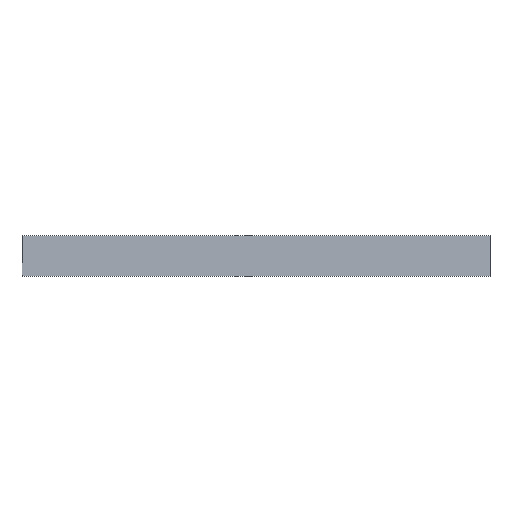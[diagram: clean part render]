
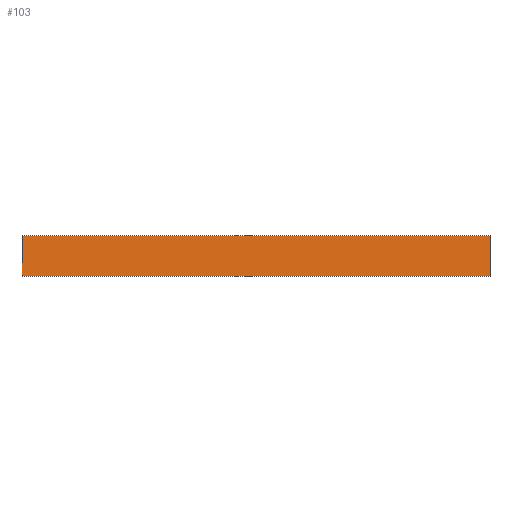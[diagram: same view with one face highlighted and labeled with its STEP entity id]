
A CAD part, top view. The second image highlights one B-rep face of the part: STEP entity #103.
In plain terms, the highlighted planar face has unit normal (0, 0.07, 0.998).
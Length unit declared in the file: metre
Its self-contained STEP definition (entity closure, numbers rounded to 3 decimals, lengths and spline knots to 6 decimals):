
#17=FACE_OUTER_BOUND('',#23,.T.);
#23=EDGE_LOOP('',(#79,#80,#81,#82));
#28=LINE('',#159,#40);
#34=LINE('',#171,#46);
#35=LINE('',#173,#47);
#36=LINE('',#174,#48);
#40=VECTOR('',#132,1.);
#46=VECTOR('',#140,1.);
#47=VECTOR('',#143,1.);
#48=VECTOR('',#144,1.);
#52=VERTEX_POINT('',#156);
#53=VERTEX_POINT('',#158);
#56=VERTEX_POINT('',#165);
#58=VERTEX_POINT('',#169);
#60=EDGE_CURVE('',#52,#53,#28,.T.);
#66=EDGE_CURVE('',#56,#58,#34,.T.);
#67=EDGE_CURVE('',#56,#52,#35,.T.);
#68=EDGE_CURVE('',#58,#53,#36,.T.);
#79=ORIENTED_EDGE('',*,*,#60,.F.);
#80=ORIENTED_EDGE('',*,*,#67,.F.);
#81=ORIENTED_EDGE('',*,*,#66,.T.);
#82=ORIENTED_EDGE('',*,*,#68,.T.);
#97=PLANE('',#123);
#103=ADVANCED_FACE('',(#17),#97,.T.);
#123=AXIS2_PLACEMENT_3D('',#172,#141,#142);
#132=DIRECTION('',(0.,0.998,-0.07));
#140=DIRECTION('',(0.,0.998,-0.07));
#141=DIRECTION('center_axis',(0.,0.07,0.998));
#142=DIRECTION('ref_axis',(0.,0.998,-0.07));
#143=DIRECTION('',(-1.,0.,0.));
#144=DIRECTION('',(-1.,0.,0.));
#156=CARTESIAN_POINT('',(-0.62968,-0.0225,0.02528));
#158=CARTESIAN_POINT('',(-0.62968,0.027378,0.021793));
#159=CARTESIAN_POINT('',(-0.62968,0.002439,0.023536));
#165=CARTESIAN_POINT('',(-0.05468,-0.0225,0.02528));
#169=CARTESIAN_POINT('',(-0.05468,0.027378,0.021793));
#171=CARTESIAN_POINT('',(-0.05468,0.002439,0.023536));
#172=CARTESIAN_POINT('Origin',(-0.05468,0.002439,0.023536));
#173=CARTESIAN_POINT('',(-0.05468,-0.0225,0.02528));
#174=CARTESIAN_POINT('',(-0.05468,0.027378,0.021793));
